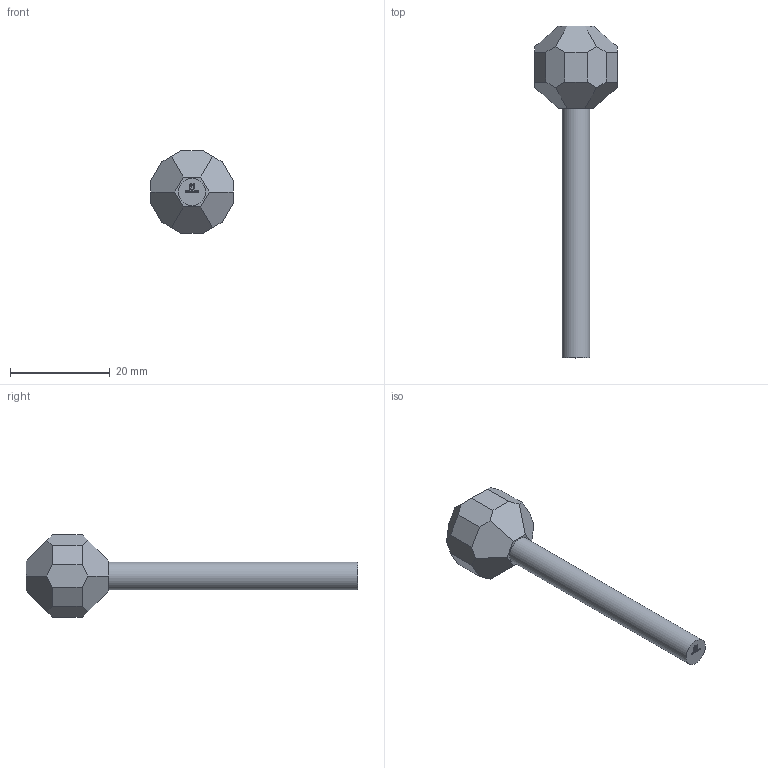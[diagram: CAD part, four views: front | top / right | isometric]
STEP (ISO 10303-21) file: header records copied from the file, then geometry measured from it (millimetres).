
FILE_DESCRIPTION (( 'STEP AP203' ), '1' );
FILE_NAME ('3505.STEP', '2021-10-04T13:48:45', ( '' ), ( '' ), 'SwSTEP 2.0', 'SolidWorks 2018', '' );
FILE_SCHEMA (( 'CONFIG_CONTROL_DESIGN' ));
Length unit declared in the file: millimetre
Products named in the file (2): 3505
Bounding box: 16.5 x 66.5 x 16.5 mm (x, y, z)
Volume: 3722.9 mm3; surface area: 1807.3 mm2
Topology: 1 solids, 1 shells, 243 faces, 669 edges, 446 vertices
Faces by surface type: plane 135, bspline 107, cylinder 1
Full cylindrical faces by diameter (mm): 5.5 x1
Entity records: 12793 total; most frequent: CARTESIAN_POINT 7186, ORIENTED_EDGE 1336, DIRECTION 732, EDGE_CURVE 668, LINE 452, VECTOR 452, VERTEX_POINT 446, EDGE_LOOP 262
